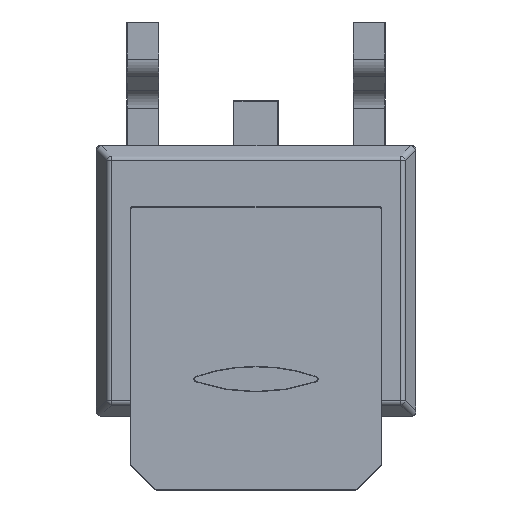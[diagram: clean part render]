
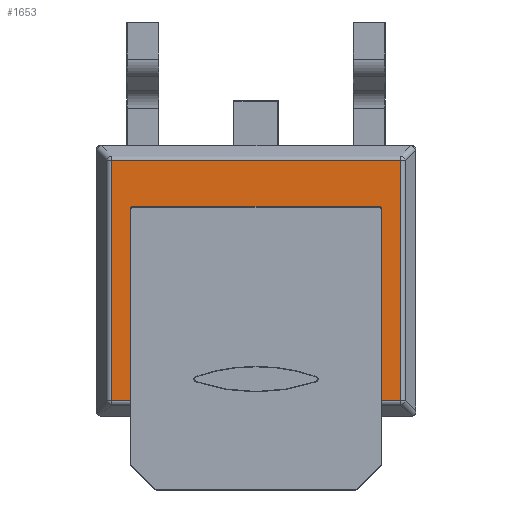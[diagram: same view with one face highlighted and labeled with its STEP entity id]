
A CAD part, front view. The second image highlights one B-rep face of the part: STEP entity #1653.
In plain terms, the highlighted planar face has unit normal (0, -1, 0).
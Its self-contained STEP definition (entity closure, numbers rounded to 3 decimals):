
#6 = EDGE_CURVE ( 'NONE', #8720, #9472, #11679, .T. ) ;
#69 = ORIENTED_EDGE ( 'NONE', *, *, #16331, .F. ) ;
#151 = ORIENTED_EDGE ( 'NONE', *, *, #16220, .T. ) ;
#318 = FACE_OUTER_BOUND ( 'NONE', #2067, .T. ) ;
#499 = LINE ( 'NONE', #4312, #13948 ) ;
#567 = DIRECTION ( 'NONE',  ( 0., 0., 1. ) ) ;
#671 = CARTESIAN_POINT ( 'NONE',  ( 2.939, 0.01, 2.5 ) ) ;
#1047 = VERTEX_POINT ( 'NONE', #3413 ) ;
#1119 = AXIS2_PLACEMENT_3D ( 'NONE', #15692, #8126, #567 ) ;
#1253 = CARTESIAN_POINT ( 'NONE',  ( -2.939, 0.01, -2.439 ) ) ;
#1459 = ORIENTED_EDGE ( 'NONE', *, *, #10072, .T. ) ;
#1653 = ADVANCED_FACE ( 'NONE', ( #318 ), #9348, .F. ) ;
#2067 = EDGE_LOOP ( 'NONE', ( #6054, #1459, #151, #12971, #2978, #14112, #6947, #6543, #11016, #69 ) ) ;
#2390 = VERTEX_POINT ( 'NONE', #14833 ) ;
#2978 = ORIENTED_EDGE ( 'NONE', *, *, #6159, .T. ) ;
#3413 = CARTESIAN_POINT ( 'NONE',  ( -2.55, 0.01, 1.45 ) ) ;
#4037 = CARTESIAN_POINT ( 'NONE',  ( 3.25, 0.01, 2.439 ) ) ;
#4067 = CARTESIAN_POINT ( 'NONE',  ( -2.5, 0.01, 1.45 ) ) ;
#4274 = VECTOR ( 'NONE', #4971, 1000. ) ;
#4312 = CARTESIAN_POINT ( 'NONE',  ( 3.25, 0.01, 1.5 ) ) ;
#4375 = LINE ( 'NONE', #671, #4796 ) ;
#4512 = VERTEX_POINT ( 'NONE', #15383 ) ;
#4796 = VECTOR ( 'NONE', #9506, 1000. ) ;
#4812 = EDGE_CURVE ( 'NONE', #8699, #5534, #8443, .T. ) ;
#4883 = EDGE_CURVE ( 'NONE', #1047, #10560, #8009, .T. ) ;
#4934 = EDGE_CURVE ( 'NONE', #2390, #1047, #7245, .T. ) ;
#4971 = DIRECTION ( 'NONE',  ( 0., 0., -1. ) ) ;
#5332 = DIRECTION ( 'NONE',  ( 0., 0., 1. ) ) ;
#5534 = VERTEX_POINT ( 'NONE', #15221 ) ;
#6019 = VERTEX_POINT ( 'NONE', #1253 ) ;
#6054 = ORIENTED_EDGE ( 'NONE', *, *, #4812, .F. ) ;
#6159 = EDGE_CURVE ( 'NONE', #9472, #6019, #9583, .T. ) ;
#6269 = DIRECTION ( 'NONE',  ( 0., 0., -1. ) ) ;
#6334 = DIRECTION ( 'NONE',  ( 1., 0., 0. ) ) ;
#6421 = AXIS2_PLACEMENT_3D ( 'NONE', #4067, #12880, #5332 ) ;
#6543 = ORIENTED_EDGE ( 'NONE', *, *, #4934, .F. ) ;
#6947 = ORIENTED_EDGE ( 'NONE', *, *, #4883, .F. ) ;
#7245 = CIRCLE ( 'NONE', #6421, 0.05 ) ;
#7436 = LINE ( 'NONE', #8807, #10397 ) ;
#7558 = DIRECTION ( 'NONE',  ( 0., -1., 0. ) ) ;
#7777 = DIRECTION ( 'NONE',  ( -1., 0., 0. ) ) ;
#8009 = LINE ( 'NONE', #11250, #4274 ) ;
#8126 = DIRECTION ( 'NONE',  ( 0., 1., 0. ) ) ;
#8350 = VECTOR ( 'NONE', #7777, 1000. ) ;
#8443 = LINE ( 'NONE', #8625, #14767 ) ;
#8625 = CARTESIAN_POINT ( 'NONE',  ( 2.55, 0.01, 2.5 ) ) ;
#8699 = VERTEX_POINT ( 'NONE', #14318 ) ;
#8720 = VERTEX_POINT ( 'NONE', #10802 ) ;
#8807 = CARTESIAN_POINT ( 'NONE',  ( 3.25, 0.01, -2.439 ) ) ;
#9299 = AXIS2_PLACEMENT_3D ( 'NONE', #15129, #7558, #16384 ) ;
#9348 = PLANE ( 'NONE',  #1119 ) ;
#9472 = VERTEX_POINT ( 'NONE', #14578 ) ;
#9506 = DIRECTION ( 'NONE',  ( 0., 0., 1. ) ) ;
#9583 = LINE ( 'NONE', #15117, #13316 ) ;
#9888 = DIRECTION ( 'NONE',  ( 0., 0., 1. ) ) ;
#10062 = DIRECTION ( 'NONE',  ( 1., 0., 0. ) ) ;
#10072 = EDGE_CURVE ( 'NONE', #8699, #11506, #7436, .T. ) ;
#10199 = EDGE_CURVE ( 'NONE', #4512, #2390, #499, .T. ) ;
#10397 = VECTOR ( 'NONE', #10062, 1000. ) ;
#10560 = VERTEX_POINT ( 'NONE', #12789 ) ;
#10802 = CARTESIAN_POINT ( 'NONE',  ( 2.939, 0.01, 2.439 ) ) ;
#11016 = ORIENTED_EDGE ( 'NONE', *, *, #10199, .F. ) ;
#11250 = CARTESIAN_POINT ( 'NONE',  ( -2.55, 0.01, 2.5 ) ) ;
#11506 = VERTEX_POINT ( 'NONE', #15642 ) ;
#11679 = LINE ( 'NONE', #4037, #8350 ) ;
#11979 = VECTOR ( 'NONE', #6334, 1000. ) ;
#12789 = CARTESIAN_POINT ( 'NONE',  ( -2.55, 0.01, -2.439 ) ) ;
#12844 = CIRCLE ( 'NONE', #9299, 0.05 ) ;
#12880 = DIRECTION ( 'NONE',  ( 0., -1., 0. ) ) ;
#12971 = ORIENTED_EDGE ( 'NONE', *, *, #6, .T. ) ;
#13136 = EDGE_CURVE ( 'NONE', #6019, #10560, #15329, .T. ) ;
#13316 = VECTOR ( 'NONE', #6269, 1000. ) ;
#13948 = VECTOR ( 'NONE', #15669, 1000. ) ;
#14112 = ORIENTED_EDGE ( 'NONE', *, *, #13136, .T. ) ;
#14318 = CARTESIAN_POINT ( 'NONE',  ( 2.55, 0.01, -2.439 ) ) ;
#14578 = CARTESIAN_POINT ( 'NONE',  ( -2.939, 0.01, 2.439 ) ) ;
#14767 = VECTOR ( 'NONE', #9888, 1000. ) ;
#14833 = CARTESIAN_POINT ( 'NONE',  ( -2.5, 0.01, 1.5 ) ) ;
#15117 = CARTESIAN_POINT ( 'NONE',  ( -2.939, 0.01, -2.5 ) ) ;
#15129 = CARTESIAN_POINT ( 'NONE',  ( 2.5, 0.01, 1.45 ) ) ;
#15184 = CARTESIAN_POINT ( 'NONE',  ( 3.25, 0.01, -2.439 ) ) ;
#15221 = CARTESIAN_POINT ( 'NONE',  ( 2.55, 0.01, 1.45 ) ) ;
#15329 = LINE ( 'NONE', #15184, #11979 ) ;
#15383 = CARTESIAN_POINT ( 'NONE',  ( 2.5, 0.01, 1.5 ) ) ;
#15642 = CARTESIAN_POINT ( 'NONE',  ( 2.939, 0.01, -2.439 ) ) ;
#15669 = DIRECTION ( 'NONE',  ( -1., 0., 0. ) ) ;
#15692 = CARTESIAN_POINT ( 'NONE',  ( 3.25, 0.01, 2.5 ) ) ;
#16220 = EDGE_CURVE ( 'NONE', #11506, #8720, #4375, .T. ) ;
#16331 = EDGE_CURVE ( 'NONE', #5534, #4512, #12844, .T. ) ;
#16384 = DIRECTION ( 'NONE',  ( 0., 0., 1. ) ) ;
